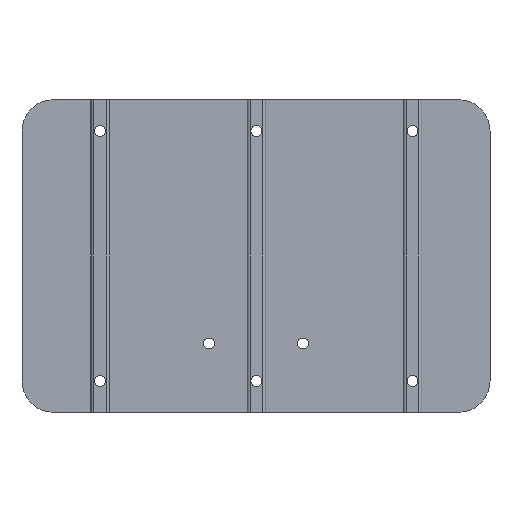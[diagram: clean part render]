
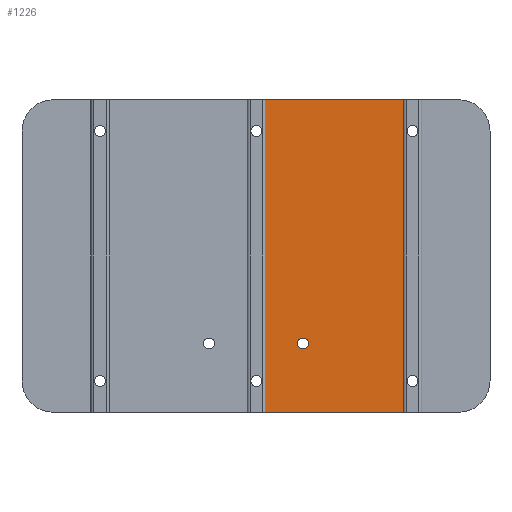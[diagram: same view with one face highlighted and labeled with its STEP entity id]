
A CAD part, front view. The second image highlights one B-rep face of the part: STEP entity #1226.
In plain terms, the highlighted planar face has unit normal (0, -1, 0).
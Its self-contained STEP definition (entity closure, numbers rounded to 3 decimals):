
#8 = CIRCLE ( 'NONE', #1540, 1.75 ) ;
#26 = ORIENTED_EDGE ( 'NONE', *, *, #1633, .T. ) ;
#99 = VECTOR ( 'NONE', #1961, 1000. ) ;
#121 = DIRECTION ( 'NONE',  ( 0., 0., -1. ) ) ;
#191 = VECTOR ( 'NONE', #1743, 1000. ) ;
#221 = VECTOR ( 'NONE', #1818, 1000. ) ;
#237 = EDGE_CURVE ( 'NONE', #506, #1512, #823, .T. ) ;
#288 = CARTESIAN_POINT ( 'NONE',  ( 122.02, 2.9, -100.001 ) ) ;
#329 = EDGE_CURVE ( 'NONE', #836, #518, #652, .T. ) ;
#334 = CARTESIAN_POINT ( 'NONE',  ( 77.98, 2.9, -100.001 ) ) ;
#441 = LINE ( 'NONE', #288, #99 ) ;
#506 = VERTEX_POINT ( 'NONE', #553 ) ;
#508 = DIRECTION ( 'NONE',  ( 0., 1., 0. ) ) ;
#518 = VERTEX_POINT ( 'NONE', #563 ) ;
#526 = LINE ( 'NONE', #334, #191 ) ;
#553 = CARTESIAN_POINT ( 'NONE',  ( 89.9, 2.9, -79.75 ) ) ;
#563 = CARTESIAN_POINT ( 'NONE',  ( 122.02, 2.9, 0. ) ) ;
#596 = FACE_OUTER_BOUND ( 'NONE', #1871, .T. ) ;
#610 = LINE ( 'NONE', #1379, #221 ) ;
#643 = EDGE_CURVE ( 'NONE', #1996, #1910, #610, .T. ) ;
#651 = ORIENTED_EDGE ( 'NONE', *, *, #237, .T. ) ;
#652 = LINE ( 'NONE', #1266, #840 ) ;
#726 = DIRECTION ( 'NONE',  ( 0., -1., 0. ) ) ;
#757 = ORIENTED_EDGE ( 'NONE', *, *, #1820, .F. ) ;
#813 = ORIENTED_EDGE ( 'NONE', *, *, #1738, .T. ) ;
#823 = CIRCLE ( 'NONE', #997, 1.75 ) ;
#836 = VERTEX_POINT ( 'NONE', #1978 ) ;
#840 = VECTOR ( 'NONE', #1104, 1000. ) ;
#895 = DIRECTION ( 'NONE',  ( 0., 1., 0. ) ) ;
#997 = AXIS2_PLACEMENT_3D ( 'NONE', #1276, #508, #1406 ) ;
#1064 = FACE_BOUND ( 'NONE', #1690, .T. ) ;
#1104 = DIRECTION ( 'NONE',  ( 1., 0., 0. ) ) ;
#1226 = ADVANCED_FACE ( 'NONE', ( #1064, #596 ), #1974, .T. ) ;
#1240 = ORIENTED_EDGE ( 'NONE', *, *, #329, .F. ) ;
#1250 = CARTESIAN_POINT ( 'NONE',  ( 89.9, 2.9, -78. ) ) ;
#1266 = CARTESIAN_POINT ( 'NONE',  ( 0., 2.9, 0. ) ) ;
#1276 = CARTESIAN_POINT ( 'NONE',  ( 89.9, 2.9, -78. ) ) ;
#1352 = CARTESIAN_POINT ( 'NONE',  ( 0., 2.9, -100.001 ) ) ;
#1379 = CARTESIAN_POINT ( 'NONE',  ( 0., 2.9, -100. ) ) ;
#1406 = DIRECTION ( 'NONE',  ( 0., 0., -1. ) ) ;
#1506 = CARTESIAN_POINT ( 'NONE',  ( 122.02, 2.9, -100. ) ) ;
#1512 = VERTEX_POINT ( 'NONE', #1915 ) ;
#1540 = AXIS2_PLACEMENT_3D ( 'NONE', #1250, #895, #1666 ) ;
#1633 = EDGE_CURVE ( 'NONE', #1512, #506, #8, .T. ) ;
#1666 = DIRECTION ( 'NONE',  ( 0., 0., -1. ) ) ;
#1690 = EDGE_LOOP ( 'NONE', ( #26, #651 ) ) ;
#1734 = AXIS2_PLACEMENT_3D ( 'NONE', #1352, #726, #121 ) ;
#1738 = EDGE_CURVE ( 'NONE', #1996, #518, #441, .T. ) ;
#1743 = DIRECTION ( 'NONE',  ( 0., 0., 1. ) ) ;
#1785 = CARTESIAN_POINT ( 'NONE',  ( 77.98, 2.9, -100. ) ) ;
#1818 = DIRECTION ( 'NONE',  ( -1., 0., 0. ) ) ;
#1820 = EDGE_CURVE ( 'NONE', #1910, #836, #526, .T. ) ;
#1871 = EDGE_LOOP ( 'NONE', ( #813, #1240, #757, #2015 ) ) ;
#1910 = VERTEX_POINT ( 'NONE', #1785 ) ;
#1915 = CARTESIAN_POINT ( 'NONE',  ( 89.9, 2.9, -76.25 ) ) ;
#1961 = DIRECTION ( 'NONE',  ( 0., 0., 1. ) ) ;
#1974 = PLANE ( 'NONE',  #1734 ) ;
#1978 = CARTESIAN_POINT ( 'NONE',  ( 77.98, 2.9, 0. ) ) ;
#1996 = VERTEX_POINT ( 'NONE', #1506 ) ;
#2015 = ORIENTED_EDGE ( 'NONE', *, *, #643, .F. ) ;
